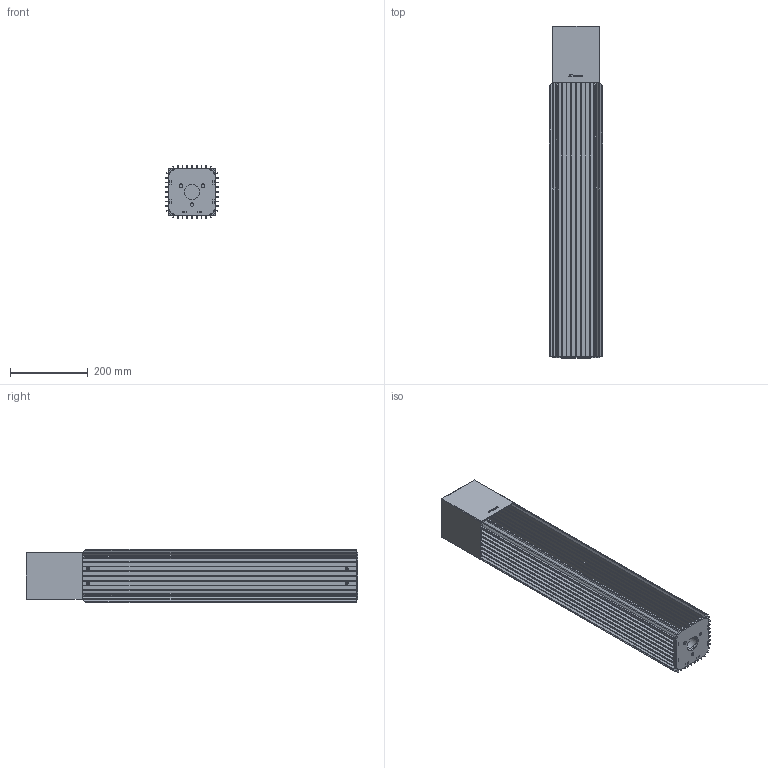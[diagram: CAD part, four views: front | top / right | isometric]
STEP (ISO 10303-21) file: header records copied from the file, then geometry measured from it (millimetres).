
FILE_DESCRIPTION (( 'STEP AP203' ), '1' );
FILE_NAME ('Frigga 85.STEP', '2025-10-22T09:12:28', ( '' ), ( '' ), 'SwSTEP 2.0', 'SolidWorks 2024', '' );
FILE_SCHEMA (( 'CONFIG_CONTROL_DESIGN' ));
Length unit declared in the file: millimetre
Products named in the file (13): Profil Arendal nowy_Profil Arendal 800; M285A korpus_Arendal M285; M254_850_Bl pionowa stopy_rs_M285_pw; Część kostka kryształ_w13; płaskownik; Taśma klejąca dwustronna_M285; M254_850_Bl pionowa stopy_rs_M285B2_rs; WKR STOZ IMB M4x_rs_x20; Frigga 85; M254_Stopa_rs_M285B2_rs; M254_850_Bl dolna stopy_rs_M249B2_85 Bl moc_rs; M285_Głowa_sr_M285_LED_sr; NN Z FAZĄ M4_rs_1x
Assembly tree (24 placements, depth 3):
  Frigga 85
    Profil Arendal nowy_Profil Arendal 800
      M285A korpus_Arendal M285
      płaskownik  x2
    M285_Głowa_sr_M285_LED_sr
      Część kostka kryształ_w13
      Taśma klejąca dwustronna_M285
    M254_Stopa_rs_M285B2_rs
      M254_850_Bl dolna stopy_rs_M249B2_85 Bl moc_rs
      M254_850_Bl pionowa stopy_rs_M285_pw  x2
      NN Z FAZĄ M4_rs_1x  x4
      M254_850_Bl pionowa stopy_rs_M285B2_rs
    WKR STOZ IMB M4x_rs_x20  x8
Bounding box: 137 x 852.87 x 137 mm (x, y, z)
Volume: 2870546.3 mm3; surface area: 1269811.1 mm2
Topology: 21 solids, 21 shells, 823 faces, 1996 edges, 1242 vertices
Faces by surface type: plane 506, cylinder 192, cone 98, torus 24, bspline 3
Entity records: 18102 total; most frequent: CARTESIAN_POINT 2889, DIRECTION 2814, ORIENTED_EDGE 2788, EDGE_CURVE 1394, VECTOR 1092, LINE 1092, VERTEX_POINT 888, AXIS2_PLACEMENT_3D 861
